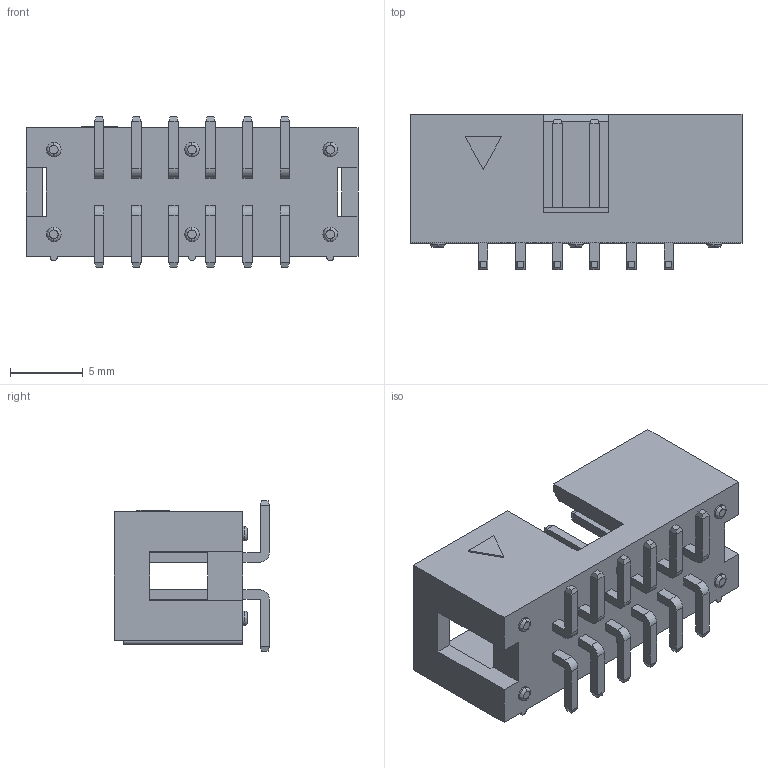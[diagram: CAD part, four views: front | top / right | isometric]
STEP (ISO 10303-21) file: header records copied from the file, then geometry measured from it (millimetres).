
FILE_DESCRIPTION (( 'STEP AP203' ), '1' );
FILE_NAME ('11093, SBH11-NBPC-D06-SM-_ _.STEP', '2015-09-02T07:21:53', ( 'LUANN HERRING' ), ( 'SULLINS' ), 'SwSTEP 2.0', 'SolidWorks 2015', '' );
FILE_SCHEMA (( 'CONFIG_CONTROL_DESIGN' ));
Length unit declared in the file: inch
Products named in the file (2): 11093, SBH11-NBPC-D06-SM-_ _
Bounding box: 22.74 x 10.62 x 10.3 mm (x, y, z)
Volume: 872.8 mm3; surface area: 1574.7 mm2
Topology: 1 solids, 1 shells, 330 faces, 791 edges, 490 vertices
Faces by surface type: plane 288, cylinder 30, bspline 12
Entity records: 9588 total; most frequent: CARTESIAN_POINT 1829, ORIENTED_EDGE 1582, DIRECTION 1491, EDGE_CURVE 791, VECTOR 707, LINE 707, VERTEX_POINT 490, AXIS2_PLACEMENT_3D 392
